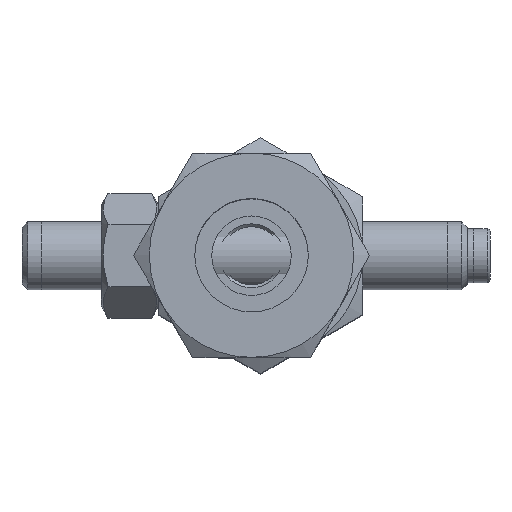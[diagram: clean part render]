
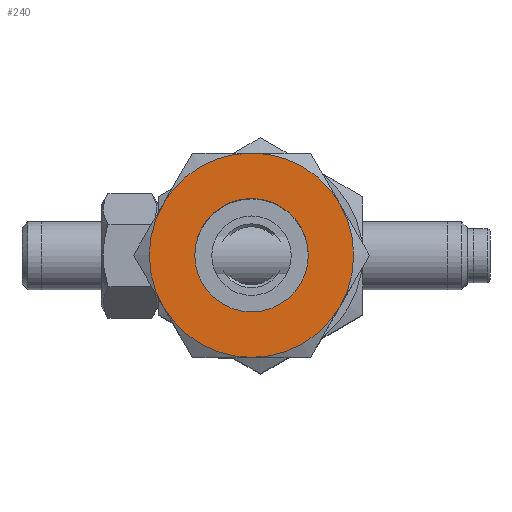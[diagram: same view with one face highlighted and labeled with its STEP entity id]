
A CAD part, top view. The second image highlights one B-rep face of the part: STEP entity #240.
In plain terms, the highlighted planar face has unit normal (0, 0, 1).
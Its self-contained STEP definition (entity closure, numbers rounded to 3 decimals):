
#240 = ADVANCED_FACE( '', ( #352, #353 ), #354, .F. );
#352 = FACE_BOUND( '', #563, .T. );
#353 = FACE_OUTER_BOUND( '', #564, .T. );
#354 = PLANE( '', #565 );
#563 = EDGE_LOOP( '', ( #850 ) );
#564 = EDGE_LOOP( '', ( #851, #852, #853, #854, #855, #856 ) );
#565 = AXIS2_PLACEMENT_3D( '', #857, #858, #859 );
#850 = ORIENTED_EDGE( '', *, *, #1236, .T. );
#851 = ORIENTED_EDGE( '', *, *, #1258, .F. );
#852 = ORIENTED_EDGE( '', *, *, #1247, .F. );
#853 = ORIENTED_EDGE( '', *, *, #1240, .F. );
#854 = ORIENTED_EDGE( '', *, *, #1241, .F. );
#855 = ORIENTED_EDGE( '', *, *, #1259, .F. );
#856 = ORIENTED_EDGE( '', *, *, #1217, .F. );
#857 = CARTESIAN_POINT( '', ( -10.392, 18., 60. ) );
#858 = DIRECTION( '', ( 0., 0., -1. ) );
#859 = DIRECTION( '', ( -1., 0., 0. ) );
#1217 = EDGE_CURVE( '', #1352, #1350, #1354, .T. );
#1236 = EDGE_CURVE( '', #1389, #1389, #1390, .T. );
#1240 = EDGE_CURVE( '', #1395, #1340, #1397, .T. );
#1241 = EDGE_CURVE( '', #1398, #1395, #1399, .T. );
#1247 = EDGE_CURVE( '', #1340, #1409, #1410, .T. );
#1258 = EDGE_CURVE( '', #1409, #1352, #1423, .T. );
#1259 = EDGE_CURVE( '', #1350, #1398, #1424, .T. );
#1340 = VERTEX_POINT( '', #1565 );
#1350 = VERTEX_POINT( '', #1604 );
#1352 = VERTEX_POINT( '', #1611 );
#1354 = CIRCLE( '', #1622, 18. );
#1389 = VERTEX_POINT( '', #2152 );
#1390 = CIRCLE( '', #2153, 10. );
#1395 = VERTEX_POINT( '', #2158 );
#1397 = CIRCLE( '', #2169, 18. );
#1398 = VERTEX_POINT( '', #2170 );
#1399 = CIRCLE( '', #2171, 18. );
#1409 = VERTEX_POINT( '', #2205 );
#1410 = CIRCLE( '', #2206, 18. );
#1423 = CIRCLE( '', #2271, 18. );
#1424 = CIRCLE( '', #2272, 18. );
#1565 = CARTESIAN_POINT( '', ( -15.588, 9., 60. ) );
#1604 = CARTESIAN_POINT( '', ( 15.588, -9., 60. ) );
#1611 = CARTESIAN_POINT( '', ( 15.588, 9., 60. ) );
#1622 = AXIS2_PLACEMENT_3D( '', #2568, #2569, #2570 );
#2152 = CARTESIAN_POINT( '', ( 0., -10., 60. ) );
#2153 = AXIS2_PLACEMENT_3D( '', #2583, #2584, #2585 );
#2158 = CARTESIAN_POINT( '', ( -15.588, -9., 60. ) );
#2169 = AXIS2_PLACEMENT_3D( '', #2592, #2593, #2594 );
#2170 = CARTESIAN_POINT( '', ( 0., -18., 60. ) );
#2171 = AXIS2_PLACEMENT_3D( '', #2595, #2596, #2597 );
#2205 = CARTESIAN_POINT( '', ( 0., 18., 60. ) );
#2206 = AXIS2_PLACEMENT_3D( '', #2601, #2602, #2603 );
#2271 = AXIS2_PLACEMENT_3D( '', #2611, #2612, #2613 );
#2272 = AXIS2_PLACEMENT_3D( '', #2614, #2615, #2616 );
#2568 = CARTESIAN_POINT( '', ( 0., 0., 60. ) );
#2569 = DIRECTION( '', ( 0., 0., -1. ) );
#2570 = DIRECTION( '', ( -1., 0., 0. ) );
#2583 = CARTESIAN_POINT( '', ( 0., 0., 60. ) );
#2584 = DIRECTION( '', ( 0., 0., -1. ) );
#2585 = DIRECTION( '', ( 0., -1., 0. ) );
#2592 = CARTESIAN_POINT( '', ( 0., 0., 60. ) );
#2593 = DIRECTION( '', ( 0., 0., -1. ) );
#2594 = DIRECTION( '', ( -1., 0., 0. ) );
#2595 = CARTESIAN_POINT( '', ( 0., 0., 60. ) );
#2596 = DIRECTION( '', ( 0., 0., -1. ) );
#2597 = DIRECTION( '', ( -1., 0., 0. ) );
#2601 = CARTESIAN_POINT( '', ( 0., 0., 60. ) );
#2602 = DIRECTION( '', ( 0., 0., -1. ) );
#2603 = DIRECTION( '', ( -1., 0., 0. ) );
#2611 = CARTESIAN_POINT( '', ( 0., 0., 60. ) );
#2612 = DIRECTION( '', ( 0., 0., -1. ) );
#2613 = DIRECTION( '', ( -1., 0., 0. ) );
#2614 = CARTESIAN_POINT( '', ( 0., 0., 60. ) );
#2615 = DIRECTION( '', ( 0., 0., -1. ) );
#2616 = DIRECTION( '', ( -1., 0., 0. ) );
